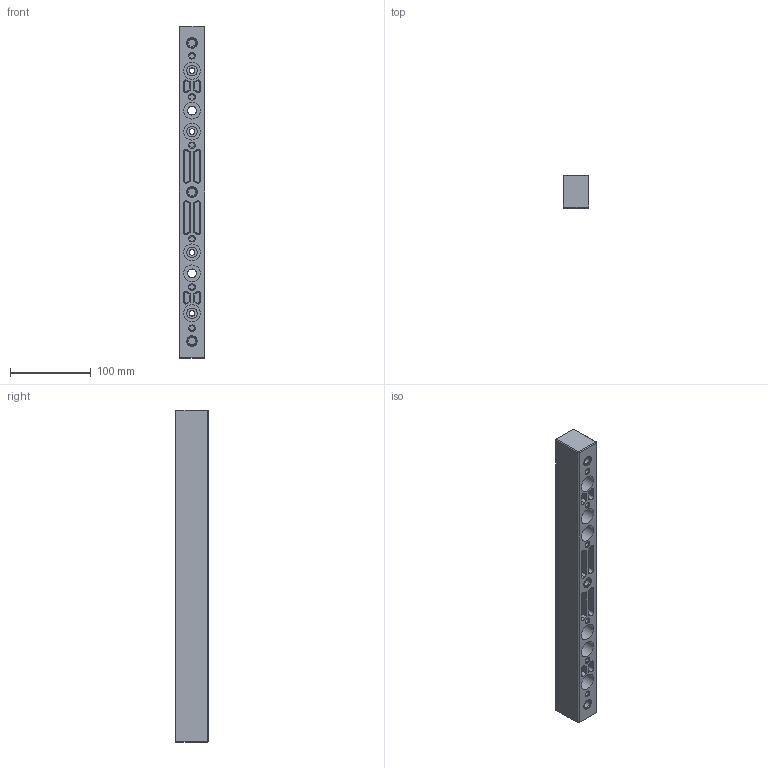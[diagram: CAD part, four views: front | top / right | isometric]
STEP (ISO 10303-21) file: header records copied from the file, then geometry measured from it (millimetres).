
FILE_DESCRIPTION((''),'2;1');
FILE_NAME('01742000.stp','2013-08-23T09:29:44',('Alois Weiner'),(''),'Autodesk Inventor 2013','Autodesk Inventor 2013','');
FILE_SCHEMA(('AUTOMOTIVE_DESIGN { 1 0 10303 214 1 1 1 1 }'));
Length unit declared in the file: millimetre
Products named in the file (3): 01742000; 65034000; 82152000
Assembly tree (4 placements, depth 2):
  01742000
    65034000
    82152000  x3
Bounding box: 32 x 40 x 412 mm (x, y, z)
Volume: 379539.7 mm3; surface area: 99554.7 mm2
Topology: 4 solids, 4 shells, 289 faces, 598 edges, 353 vertices
Faces by surface type: cylinder 134, plane 88, torus 32, sphere 26, cone 9
Full cylindrical faces by diameter (mm): 6 x6, 7 x4, 9 x3, 11 x2, 13 x10, 21 x6
Entity records: 7632 total; most frequent: CARTESIAN_POINT 1575, DIRECTION 1365, ORIENTED_EDGE 1096, AXIS2_PLACEMENT_3D 565, EDGE_CURVE 548, EDGE_LOOP 357, VERTEX_POINT 343, CIRCLE 279
